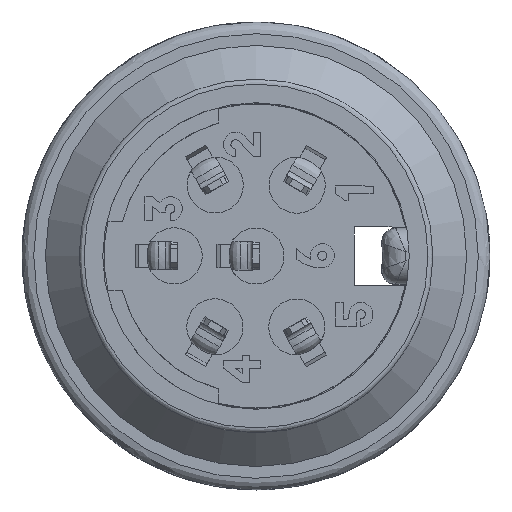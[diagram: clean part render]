
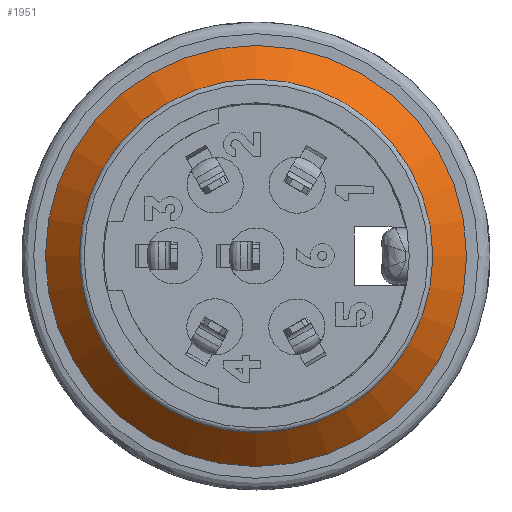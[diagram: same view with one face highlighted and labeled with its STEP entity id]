
A CAD part, left-side view. The second image highlights one B-rep face of the part: STEP entity #1951.
In plain terms, the highlighted conical face has half-angle 45 degrees and reference radius 7.55 mm.
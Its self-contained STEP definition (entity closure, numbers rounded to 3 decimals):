
#1371=CONICAL_SURFACE('',#8922,7.55,45.);
#1408=FACE_BOUND('',#2974,.T.);
#1409=FACE_BOUND('',#2975,.T.);
#1951=ADVANCED_FACE('',(#1408,#1409),#1371,.T.);
#2974=EDGE_LOOP('',(#3831));
#2975=EDGE_LOOP('',(#3832));
#3441=CIRCLE('',#8919,7.55);
#3442=CIRCLE('',#8921,9.);
#3831=ORIENTED_EDGE('',*,*,#6676,.T.);
#3832=ORIENTED_EDGE('',*,*,#6677,.F.);
#5920=VERTEX_POINT('',#12893);
#5921=VERTEX_POINT('',#12896);
#6676=EDGE_CURVE('',#5920,#5920,#3441,.T.);
#6677=EDGE_CURVE('',#5921,#5921,#3442,.T.);
#8919=AXIS2_PLACEMENT_3D('',#12892,#9529,#9530);
#8921=AXIS2_PLACEMENT_3D('',#12895,#9533,#9534);
#8922=AXIS2_PLACEMENT_3D('',#12897,#9535,#9536);
#9529=DIRECTION('',(1.,0.,0.));
#9530=DIRECTION('',(0.,-1.,-0.002));
#9533=DIRECTION('',(1.,0.,0.));
#9534=DIRECTION('',(0.,-1.,-0.002));
#9535=DIRECTION('',(1.,0.,0.));
#9536=DIRECTION('',(0.,-1.,-0.002));
#12892=CARTESIAN_POINT('',(-3.45,0.,0.));
#12893=CARTESIAN_POINT('',(-3.45,-7.55,-0.014));
#12895=CARTESIAN_POINT('',(-2.,0.,0.));
#12896=CARTESIAN_POINT('',(-2.,-9.,-0.017));
#12897=CARTESIAN_POINT('',(-3.45,0.,0.));
